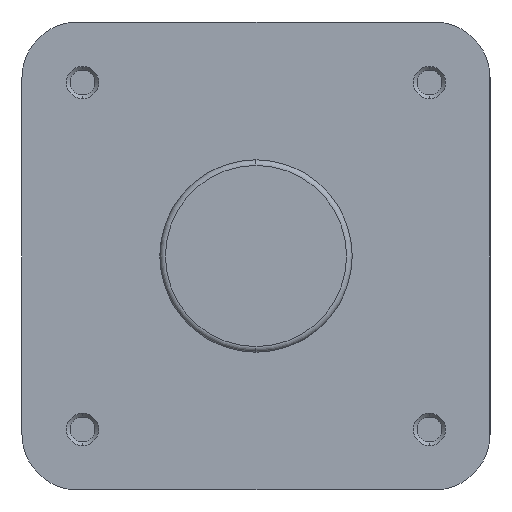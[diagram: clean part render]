
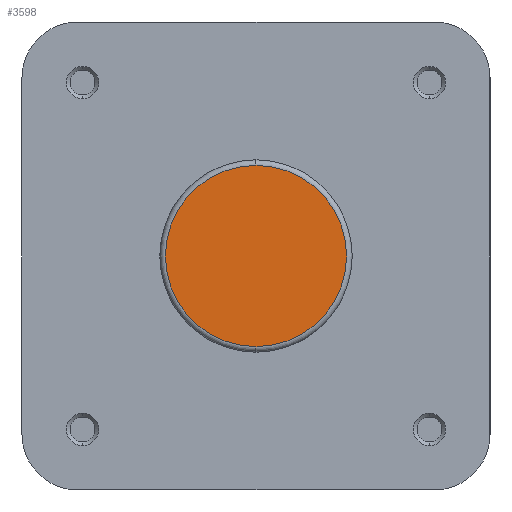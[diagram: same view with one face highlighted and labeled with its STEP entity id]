
A CAD part, left-side view. The second image highlights one B-rep face of the part: STEP entity #3598.
In plain terms, the highlighted planar face has unit normal (-1, 0, 0).
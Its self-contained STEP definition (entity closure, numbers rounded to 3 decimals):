
#382 = EDGE_CURVE ( 'NONE', #690, #689, #3651, .T. ) ;
#443 = EDGE_CURVE ( 'NONE', #689, #690, #3716, .T. ) ;
#689 = VERTEX_POINT ( 'NONE', #4685 ) ;
#690 = VERTEX_POINT ( 'NONE', #4686 ) ;
#794 = AXIS2_PLACEMENT_3D ( 'NONE', #1962, #1969, #1970 ) ;
#852 = AXIS2_PLACEMENT_3D ( 'NONE', #1815, #1816, #1817 ) ;
#1815 = CARTESIAN_POINT ( 'NONE',  ( 0., 0., 0. ) ) ;
#1816 = DIRECTION ( 'NONE',  ( -1., 0., 0. ) ) ;
#1817 = DIRECTION ( 'NONE',  ( 0., 0., -1. ) ) ;
#1962 = CARTESIAN_POINT ( 'NONE',  ( 0., 0., 0. ) ) ;
#1969 = DIRECTION ( 'NONE',  ( -1., 0., 0. ) ) ;
#1970 = DIRECTION ( 'NONE',  ( 0., 0., -1. ) ) ;
#2398 = EDGE_LOOP ( 'NONE', ( #2931, #2930 ) ) ;
#2930 = ORIENTED_EDGE ( 'NONE', *, *, #382, .T. ) ;
#2931 = ORIENTED_EDGE ( 'NONE', *, *, #443, .T. ) ;
#3598 = ADVANCED_FACE ( 'NONE', ( #4309 ), #5575, .F. ) ;
#3651 = CIRCLE ( 'NONE', #852, 24.4 ) ;
#3716 = CIRCLE ( 'NONE', #794, 24.4 ) ;
#4309 = FACE_OUTER_BOUND ( 'NONE', #2398, .T. ) ;
#4685 = CARTESIAN_POINT ( 'NONE',  ( 0., 0., -24.4 ) ) ;
#4686 = CARTESIAN_POINT ( 'NONE',  ( 0., 0., 24.4 ) ) ;
#5575 = PLANE ( 'NONE',  #5944 ) ;
#5578 = CARTESIAN_POINT ( 'NONE',  ( 0., 0., 0. ) ) ;
#5583 = DIRECTION ( 'NONE',  ( 1., 0., 0. ) ) ;
#5584 = DIRECTION ( 'NONE',  ( 0., 0., -1. ) ) ;
#5944 = AXIS2_PLACEMENT_3D ( 'NONE', #5578, #5583, #5584 ) ;
